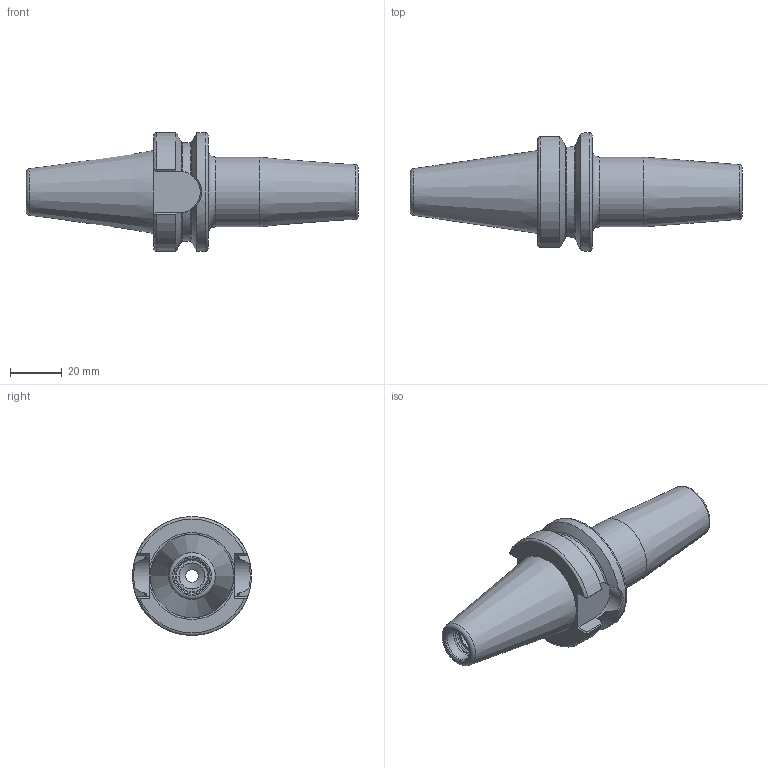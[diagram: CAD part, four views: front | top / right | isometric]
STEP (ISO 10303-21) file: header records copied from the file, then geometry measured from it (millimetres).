
FILE_DESCRIPTION(/* description */ (''),/* implementation_level */ '2;1');
FILE_NAME(/* name */ 'DBT30-SD031-080.stp',/* time_stamp */ '2019-06-21T15:54:11-05:00',/* author */ ('ldfli'),/* organization */ (''),/* preprocessor_version */ 'ST-DEVELOPER v18',/* originating_system */ 'Autodesk Inventor LT',/* authorisation */ '');
FILE_SCHEMA (('CONFIG_CONTROL_DESIGN','AUTOMOTIVE_DESIGN { 1 0 10303 214 3 1 1 }','AP242_MANAGED_MODEL_BASED_3D_ENGINEERING_MIM_LF { 1 0 10303 442 1 1 4 }'));
Length unit declared in the file: millimetre
Products named in the file (1): DBT30-SD031-080
Bounding box: 128.4 x 46 x 46 mm (x, y, z)
Volume: 74615.3 mm3; surface area: 17723.5 mm2
Topology: 1 solids, 1 shells, 80 faces, 236 edges, 162 vertices
Faces by surface type: plane 26, cylinder 16, torus 15, cone 13, bspline 10
Full cylindrical faces by diameter (mm): 4.917 x1, 7.937 x1, 9 x1, 10 x1, 10.106 x1, 12.5 x1, 13.1 x1, 27 x1, 31.987 x1, 46 x1
Entity records: 3308 total; most frequent: CARTESIAN_POINT 1154, ORIENTED_EDGE 472, DIRECTION 431, EDGE_CURVE 236, AXIS2_PLACEMENT_3D 180, VERTEX_POINT 162, CIRCLE 109, EDGE_LOOP 86
